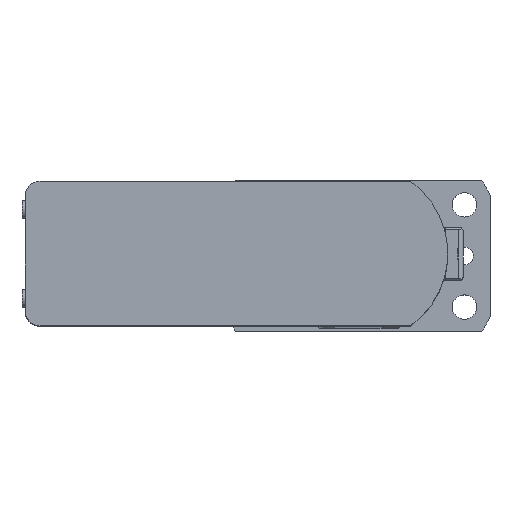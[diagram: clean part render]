
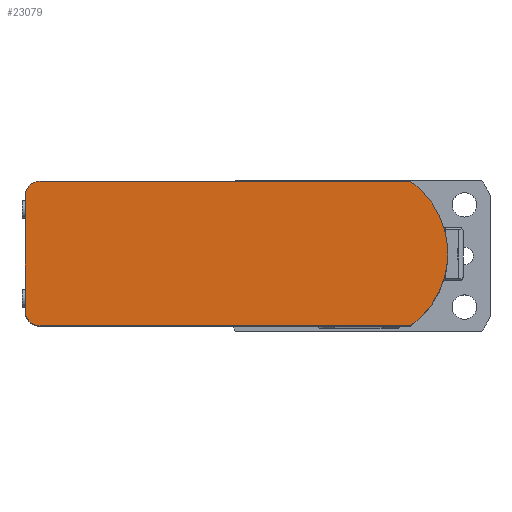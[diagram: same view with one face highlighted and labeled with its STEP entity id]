
A CAD part, top view. The second image highlights one B-rep face of the part: STEP entity #23079.
In plain terms, the highlighted planar face has unit normal (0, 0, 1).
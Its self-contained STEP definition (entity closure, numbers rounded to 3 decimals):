
#1755=CIRCLE('',#24664,40.);
#1756=CIRCLE('',#24667,6.6);
#1757=CIRCLE('',#24670,6.6);
#2982=FACE_OUTER_BOUND('',#4371,.T.);
#4371=EDGE_LOOP('',(#17314,#17315,#17316,#17317,#17318,#17319));
#6054=LINE('',#42309,#7836);
#6057=LINE('',#42317,#7839);
#6060=LINE('',#42324,#7842);
#7836=VECTOR('',#28498,10.);
#7839=VECTOR('',#28507,10.);
#7842=VECTOR('',#28516,10.);
#9770=VERTEX_POINT('',#42302);
#9771=VERTEX_POINT('',#42304);
#9772=VERTEX_POINT('',#42308);
#9773=VERTEX_POINT('',#42312);
#9774=VERTEX_POINT('',#42316);
#9775=VERTEX_POINT('',#42320);
#12421=EDGE_CURVE('',#9771,#9770,#1755,.T.);
#12423=EDGE_CURVE('',#9772,#9771,#6054,.T.);
#12425=EDGE_CURVE('',#9773,#9772,#1756,.T.);
#12427=EDGE_CURVE('',#9774,#9773,#6057,.T.);
#12429=EDGE_CURVE('',#9775,#9774,#1757,.T.);
#12431=EDGE_CURVE('',#9770,#9775,#6060,.T.);
#17314=ORIENTED_EDGE('',*,*,#12431,.T.);
#17315=ORIENTED_EDGE('',*,*,#12429,.T.);
#17316=ORIENTED_EDGE('',*,*,#12427,.T.);
#17317=ORIENTED_EDGE('',*,*,#12425,.T.);
#17318=ORIENTED_EDGE('',*,*,#12423,.T.);
#17319=ORIENTED_EDGE('',*,*,#12421,.T.);
#20883=PLANE('',#24672);
#23079=ADVANCED_FACE('',(#2982),#20883,.T.);
#24664=AXIS2_PLACEMENT_3D('',#42305,#28493,#28494);
#24667=AXIS2_PLACEMENT_3D('',#42313,#28502,#28503);
#24670=AXIS2_PLACEMENT_3D('',#42321,#28511,#28512);
#24672=AXIS2_PLACEMENT_3D('',#42325,#28517,#28518);
#28493=DIRECTION('center_axis',(0.,0.,1.));
#28494=DIRECTION('ref_axis',(0.583,-0.813,0.));
#28498=DIRECTION('',(1.,0.,0.));
#28502=DIRECTION('center_axis',(0.,0.,1.));
#28503=DIRECTION('ref_axis',(-1.,0.,0.));
#28507=DIRECTION('',(0.,-1.,0.));
#28511=DIRECTION('center_axis',(0.,0.,1.));
#28512=DIRECTION('ref_axis',(0.,1.,0.));
#28516=DIRECTION('',(-1.,0.,0.));
#28517=DIRECTION('center_axis',(0.,0.,1.));
#28518=DIRECTION('ref_axis',(1.,0.,0.));
#42302=CARTESIAN_POINT('',(23.318,32.5,656.));
#42304=CARTESIAN_POINT('',(23.318,-32.5,656.));
#42305=CARTESIAN_POINT('Origin',(0.,0.,
656.));
#42308=CARTESIAN_POINT('',(-143.4,-32.5,656.));
#42309=CARTESIAN_POINT('',(-143.4,-32.5,656.));
#42312=CARTESIAN_POINT('',(-150.,-25.9,656.));
#42313=CARTESIAN_POINT('Origin',(-143.4,-25.9,656.));
#42316=CARTESIAN_POINT('',(-150.,25.9,656.));
#42317=CARTESIAN_POINT('',(-150.,25.9,656.));
#42320=CARTESIAN_POINT('',(-143.4,32.5,656.));
#42321=CARTESIAN_POINT('Origin',(-143.4,25.9,656.));
#42324=CARTESIAN_POINT('',(23.318,32.5,656.));
#42325=CARTESIAN_POINT('Origin',(-61.472,0.,
656.));
